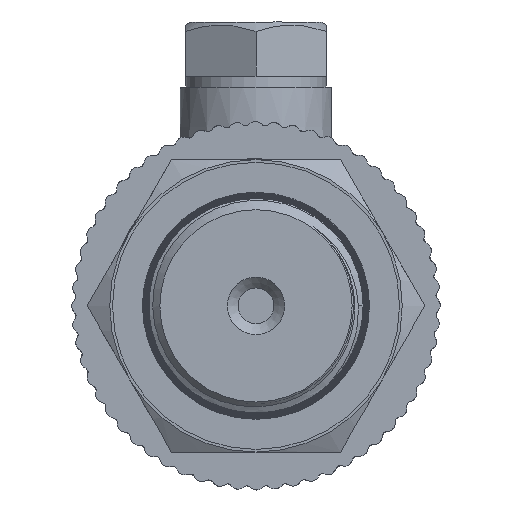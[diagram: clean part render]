
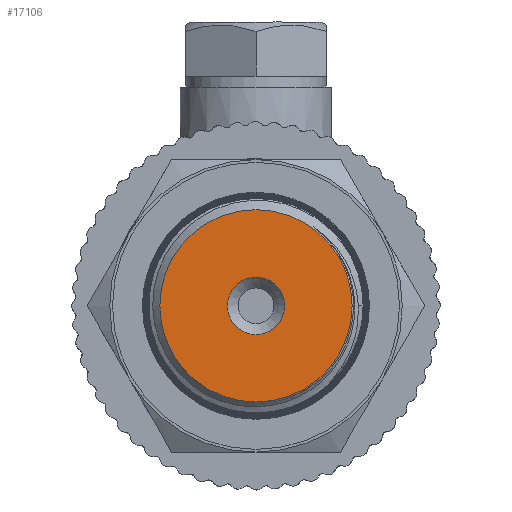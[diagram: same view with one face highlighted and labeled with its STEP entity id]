
A CAD part, left-side view. The second image highlights one B-rep face of the part: STEP entity #17106.
In plain terms, the highlighted planar face has unit normal (-1, 0, 0).
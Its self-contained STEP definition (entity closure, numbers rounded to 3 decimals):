
#142=PLANE('',#18040);
#750=FACE_BOUND('',#2412,.T.);
#1422=FACE_OUTER_BOUND('',#2411,.T.);
#2411=EDGE_LOOP('',(#13066));
#2412=EDGE_LOOP('',(#13067));
#4102=CIRCLE('',#17836,8.878);
#4199=CIRCLE('',#18039,2.65);
#6827=VERTEX_POINT('',#22741);
#7397=VERTEX_POINT('',#40037);
#8640=EDGE_CURVE('',#6827,#6827,#4102,.T.);
#9501=EDGE_CURVE('',#7397,#7397,#4199,.T.);
#13066=ORIENTED_EDGE('',*,*,#8640,.T.);
#13067=ORIENTED_EDGE('',*,*,#9501,.T.);
#17106=ADVANCED_FACE('',(#1422,#750),#142,.T.);
#17836=AXIS2_PLACEMENT_3D('',#22743,#19010,#19011);
#18039=AXIS2_PLACEMENT_3D('',#40039,#19771,#19772);
#18040=AXIS2_PLACEMENT_3D('',#40040,#19773,#19774);
#19010=DIRECTION('center_axis',(-1.,0.,0.));
#19011=DIRECTION('ref_axis',(0.,1.,0.));
#19771=DIRECTION('center_axis',(1.,0.,0.));
#19772=DIRECTION('ref_axis',(0.,0.,-1.));
#19773=DIRECTION('center_axis',(-1.,0.,0.));
#19774=DIRECTION('ref_axis',(0.,0.,1.));
#22741=CARTESIAN_POINT('',(-68.,-8.878,0.));
#22743=CARTESIAN_POINT('Origin',(-68.,0.,0.));
#40037=CARTESIAN_POINT('',(-68.,-2.65,0.));
#40039=CARTESIAN_POINT('Origin',(-68.,0.,0.));
#40040=CARTESIAN_POINT('Origin',(-68.,9.853,0.));
